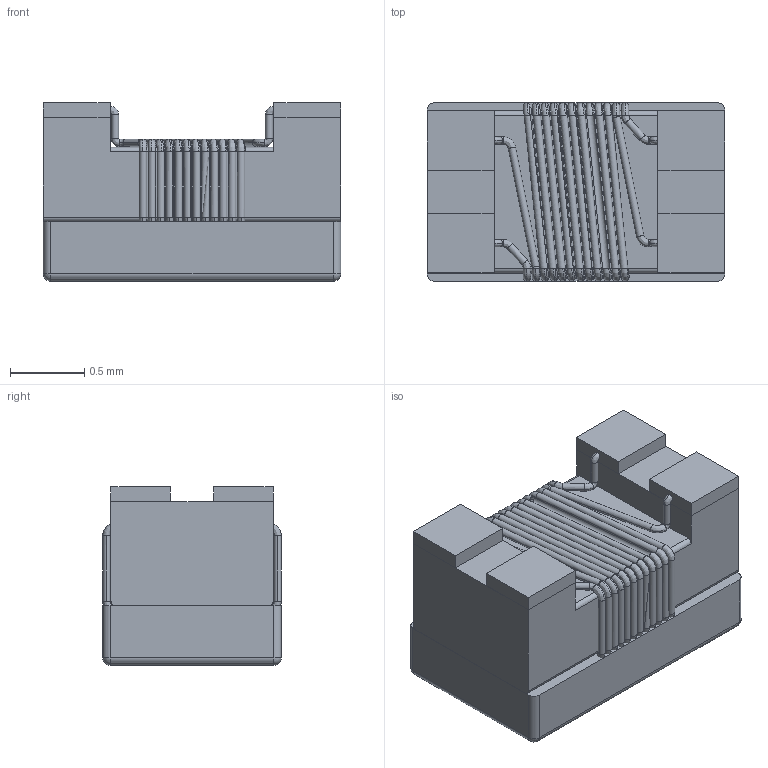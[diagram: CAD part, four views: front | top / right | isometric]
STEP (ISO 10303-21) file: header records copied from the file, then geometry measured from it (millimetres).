
FILE_DESCRIPTION (( 'STEP AP214' ), '1' );
FILE_NAME ('744231091.STEP', '2022-10-14T02:05:40', ( '' ), ( '' ), 'SwSTEP 2.0', 'SolidWorks 2022', '' );
FILE_SCHEMA (( 'AUTOMOTIVE_DESIGN' ));
Length unit declared in the file: millimetre
Products named in the file (5): L飆fl踄he; Gehäuse; 744231091; Boden; Wurth Logo
Assembly tree (7 placements, depth 2):
  744231091
    Gehäuse
    Boden
    L飆fl踄he  x4
    Wurth Logo
Bounding box: 2 x 1.2 x 1.2 mm (x, y, z)
Volume: 2.4 mm3; surface area: 25 mm2
Topology: 33 solids, 33 shells, 620 faces, 1581 edges, 1024 vertices
Faces by surface type: plane 254, bspline 230, cylinder 132, sphere 4
Entity records: 27328 total; most frequent: CARTESIAN_POINT 10520, ORIENTED_EDGE 3082, DIRECTION 2297, EDGE_CURVE 1541, VERTEX_POINT 1000, AXIS2_PLACEMENT_3D 770, LINE 757, VECTOR 757
